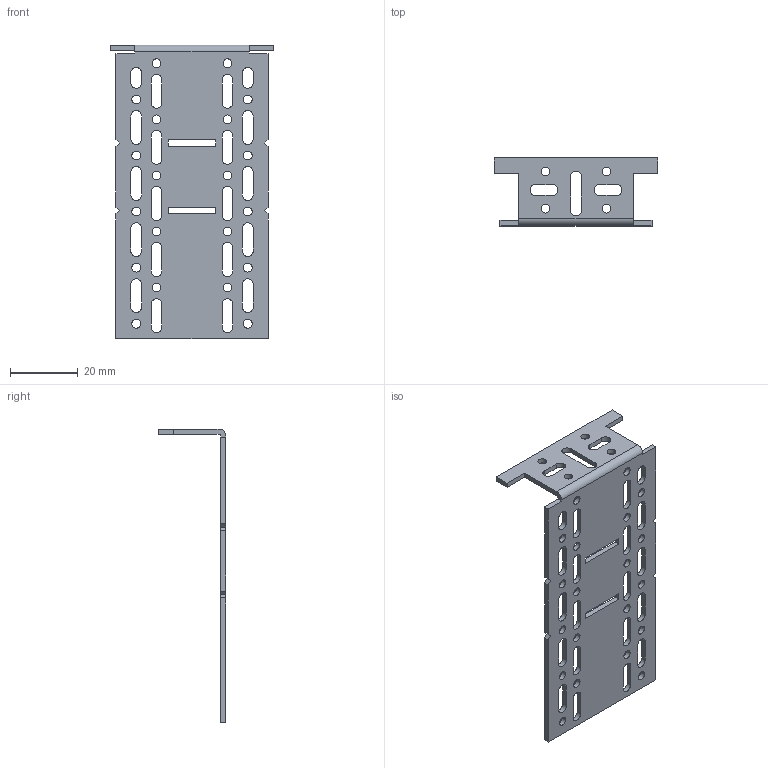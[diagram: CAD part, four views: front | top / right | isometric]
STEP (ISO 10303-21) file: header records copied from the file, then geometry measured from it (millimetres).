
FILE_DESCRIPTION((''),'2;1');
FILE_NAME('GW70009','2021-03-24T13:52:25',('User'),('Axiro Italia'),'CREO PARAMETRIC BY PTC INC, 2020354','CREO PARAMETRIC BY PTC INC, 2020354','');
FILE_SCHEMA(('CONFIG_CONTROL_DESIGN'));
Length unit declared in the file: millimetre
Products named in the file (1): GW70009
Bounding box: 48.5 x 20 x 87 mm (x, y, z)
Volume: 5574.3 mm3; surface area: 9112.9 mm2
Topology: 1 solids, 1 shells, 178 faces, 528 edges, 352 vertices
Faces by surface type: cylinder 96, plane 82
Entity records: 6258 total; most frequent: DIRECTION 1076, CARTESIAN_POINT 1058, ORIENTED_EDGE 1056, EDGE_CURVE 528, AXIS2_PLACEMENT_3D 370, VERTEX_POINT 352, VECTOR 336, LINE 336
